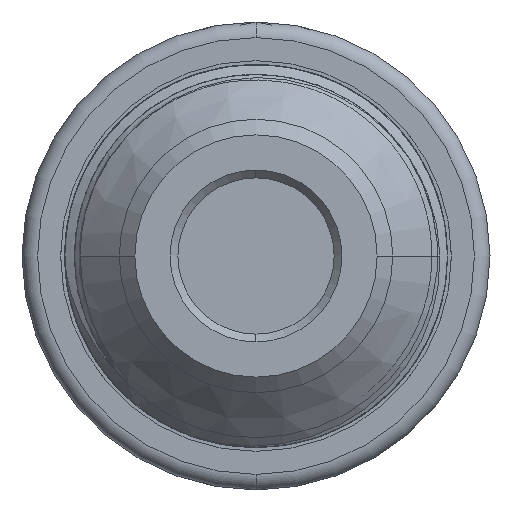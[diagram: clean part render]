
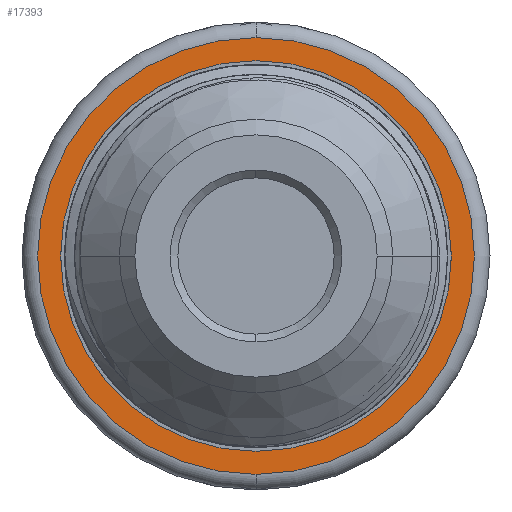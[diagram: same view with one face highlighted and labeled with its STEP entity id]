
A CAD part, left-side view. The second image highlights one B-rep face of the part: STEP entity #17393.
In plain terms, the highlighted planar face has unit normal (-1, 0, 0).
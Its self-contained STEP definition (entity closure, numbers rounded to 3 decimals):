
#11988=CARTESIAN_POINT('',(0.,0.,0.));
#11989=DIRECTION('',(-1.,0.,0.));
#11990=DIRECTION('',(0.,0.,1.));
#11991=AXIS2_PLACEMENT_3D('',#11988,#11989,#11990);
#11996=CARTESIAN_POINT('',(0.,0.,0.));
#11997=DIRECTION('',(1.,0.,0.));
#11998=DIRECTION('',(0.,0.,1.));
#11999=AXIS2_PLACEMENT_3D('',#11996,#11997,#11998);
#12004=CARTESIAN_POINT('',(0.,0.,0.));
#12005=DIRECTION('',(-1.,0.,0.));
#12006=DIRECTION('',(0.,0.,-1.));
#12007=AXIS2_PLACEMENT_3D('',#12004,#12005,#12006);
#12012=CARTESIAN_POINT('',(0.,0.,0.));
#12013=DIRECTION('',(-1.,0.,0.));
#12014=DIRECTION('',(0.,0.,1.));
#12015=AXIS2_PLACEMENT_3D('',#12012,#12013,#12014);
#16613=CARTESIAN_POINT('',(0.,0.,
2.795));
#16614=VERTEX_POINT('',#16613);
#16615=CARTESIAN_POINT('',(0.,0.,
-2.795));
#16616=VERTEX_POINT('',#16615);
#16786=CARTESIAN_POINT('',(0.,0.,-2.5));
#16787=CARTESIAN_POINT('',(0.,0.,2.5));
#16788=VERTEX_POINT('',#16786);
#16789=VERTEX_POINT('',#16787);
#17377=CARTESIAN_POINT('',(0.,0.,0.));
#17378=DIRECTION('',(1.,0.,0.));
#17379=DIRECTION('',(0.,0.,1.));
#17380=AXIS2_PLACEMENT_3D('',#17377,#17378,#17379);
#17381=PLANE('',#17380);
#17383=ORIENTED_EDGE('',*,*,#17382,.F.);
#17385=ORIENTED_EDGE('',*,*,#17384,.T.);
#17386=EDGE_LOOP('',(#17383,#17385));
#17387=FACE_OUTER_BOUND('',#17386,.F.);
#17388=ORIENTED_EDGE('',*,*,#17337,.T.);
#17390=ORIENTED_EDGE('',*,*,#17389,.T.);
#17391=EDGE_LOOP('',(#17388,#17390));
#17392=FACE_BOUND('',#17391,.F.);
#11992=CIRCLE('',#11991,2.795);
#12000=CIRCLE('',#11999,2.795);
#12008=CIRCLE('',#12007,2.5);
#12016=CIRCLE('',#12015,2.5);
#17337=EDGE_CURVE('',#16788,#16789,#12008,.T.);
#17382=EDGE_CURVE('',#16614,#16616,#11992,.T.);
#17384=EDGE_CURVE('',#16614,#16616,#12000,.T.);
#17389=EDGE_CURVE('',#16789,#16788,#12016,.T.);
#17393=ADVANCED_FACE('',(#17387,#17392),#17381,.F.);
